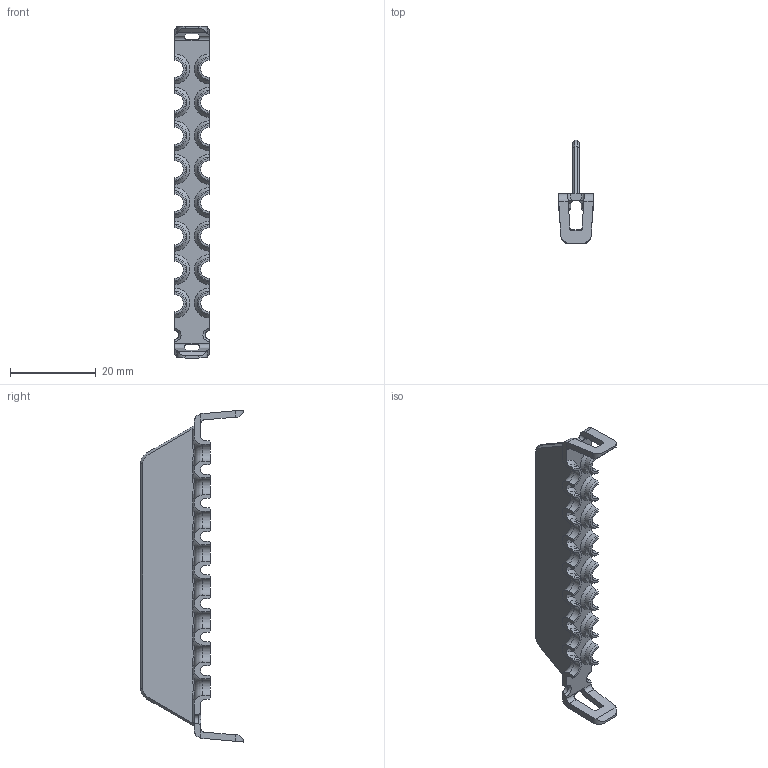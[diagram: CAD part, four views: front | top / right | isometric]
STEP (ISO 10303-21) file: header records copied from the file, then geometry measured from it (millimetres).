
FILE_DESCRIPTION((''),'2;1');
FILE_NAME('C38-1025_REVX0_PROD','2017-08-10T16:32:00',('rrivas'),(''),'CREO PARAMETRIC BY PTC INC, 2017110','CREO PARAMETRIC BY PTC INC, 2017110','');
FILE_SCHEMA(('CONFIG_CONTROL_DESIGN'));
Length unit declared in the file: millimetre
Products named in the file (1): C38-1025_REVX0_PROD
Bounding box: 8.1 x 24 x 77.41 mm (x, y, z)
Volume: 2191.6 mm3; surface area: 3568 mm2
Topology: 1 solids, 1 shells, 226 faces, 736 edges, 508 vertices
Faces by surface type: plane 84, cylinder 72, cone 38, torus 16, bspline 16
Entity records: 10290 total; most frequent: CARTESIAN_POINT 3734, ORIENTED_EDGE 1472, DIRECTION 1336, EDGE_CURVE 736, VERTEX_POINT 508, AXIS2_PLACEMENT_3D 502, VECTOR 332, LINE 332
